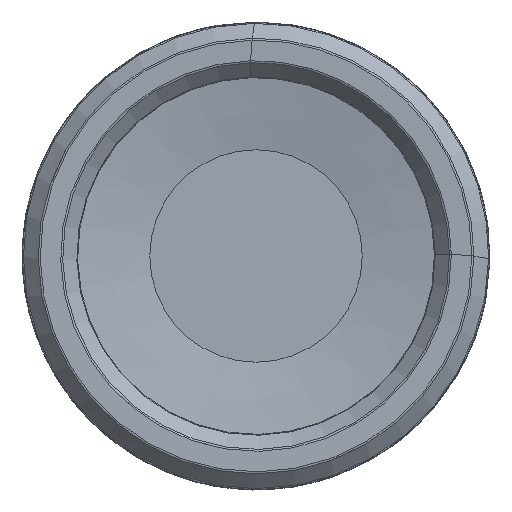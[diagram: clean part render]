
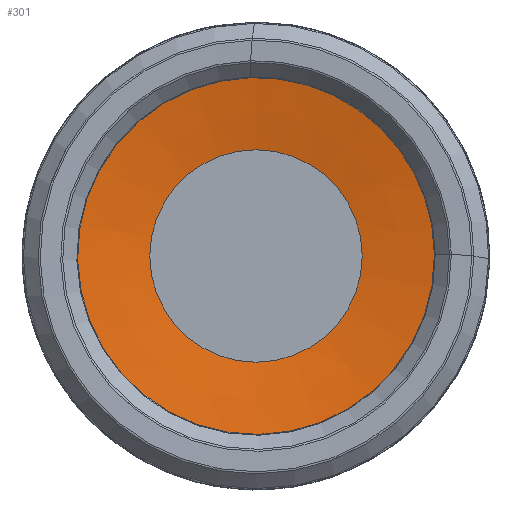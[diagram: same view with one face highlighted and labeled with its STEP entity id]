
A CAD part, left-side view. The second image highlights one B-rep face of the part: STEP entity #301.
In plain terms, the highlighted conical face has half-angle 80 degrees and reference radius 52.438 mm.
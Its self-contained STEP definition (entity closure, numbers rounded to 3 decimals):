
#73=CONICAL_SURFACE('',#925,52.438,80.);
#77=FACE_BOUND('',#423,.T.);
#78=FACE_BOUND('',#424,.T.);
#301=ADVANCED_FACE('',(#77,#78),#73,.F.);
#423=EDGE_LOOP('',(#662));
#424=EDGE_LOOP('',(#663));
#513=CIRCLE('',#923,30.479);
#514=CIRCLE('',#924,52.438);
#662=ORIENTED_EDGE('',*,*,#821,.F.);
#663=ORIENTED_EDGE('',*,*,#822,.T.);
#736=VERTEX_POINT('',#1784);
#737=VERTEX_POINT('',#1786);
#821=EDGE_CURVE('',#736,#736,#513,.T.);
#822=EDGE_CURVE('',#737,#737,#514,.T.);
#923=AXIS2_PLACEMENT_3D('',#1783,#1077,#1078);
#924=AXIS2_PLACEMENT_3D('',#1785,#1079,#1080);
#925=AXIS2_PLACEMENT_3D('',#1787,#1081,#1082);
#1077=DIRECTION('',(-1.,0.,0.));
#1078=DIRECTION('',(0.,0.,1.));
#1079=DIRECTION('',(-1.,0.,0.));
#1080=DIRECTION('',(0.,0.,1.));
#1081=DIRECTION('',(-1.,0.,0.));
#1082=DIRECTION('',(0.,0.,1.));
#1783=CARTESIAN_POINT('',(8.929,0.,0.));
#1784=CARTESIAN_POINT('',(8.929,0.,30.479));
#1785=CARTESIAN_POINT('',(5.057,0.,0.));
#1786=CARTESIAN_POINT('',(5.057,0.,52.438));
#1787=CARTESIAN_POINT('',(5.057,0.,0.));
